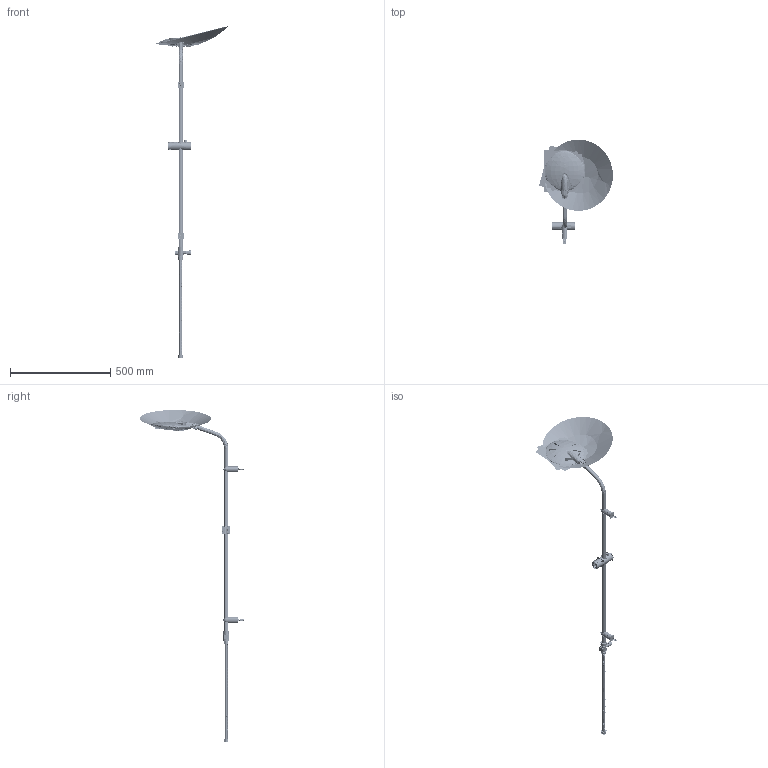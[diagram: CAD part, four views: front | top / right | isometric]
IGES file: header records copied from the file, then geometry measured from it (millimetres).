
Start section:  PTC IGES file: FFAS9172-100500BC0.igs
Global section: file name: FFAS9172-100500BC0.igs; native system: Creo Parametric by PTC Inc.; preprocessor: 2019224; author: 10114277; organization: Unknown; date: 20220328.155710; units: millimetre
Bounding box: 367.93 x 520.3 x 1652.6 mm (x, y, z)
Surface area: 1992230.4 mm2 (no closed solid volume)
Topology: 0 solids, 0 shells, 14280 faces, 209685 edges, 274666 vertices
Faces by surface type: revolution 7036, bspline 6504, extrusion 740
